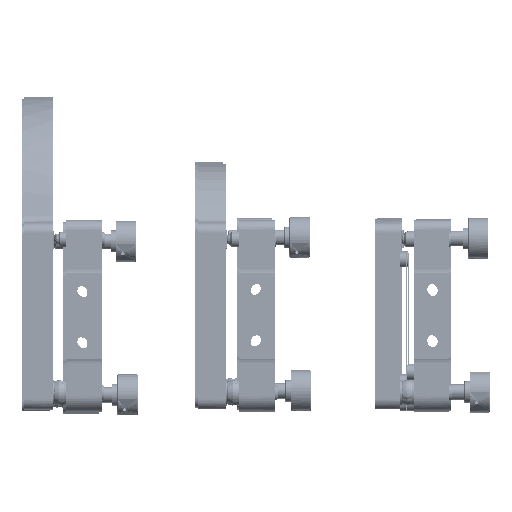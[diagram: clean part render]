
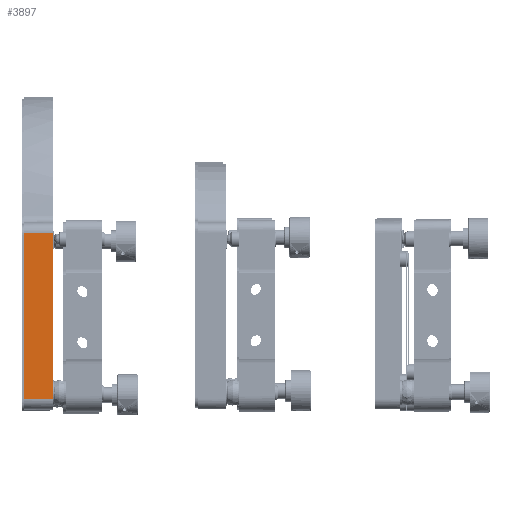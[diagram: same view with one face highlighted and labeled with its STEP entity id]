
A CAD part, front view. The second image highlights one B-rep face of the part: STEP entity #3897.
In plain terms, the highlighted planar face has unit normal (0, -1, 0).
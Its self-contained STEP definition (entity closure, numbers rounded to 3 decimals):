
#3897=ADVANCED_FACE('',(#7819),#65417,.T.);
#7819=FACE_OUTER_BOUND('',#12180,.T.);
#12180=EDGE_LOOP('',(#27850,#27851,#27852,#27853));
#27850=ORIENTED_EDGE('',*,*,#42177,.F.);
#27851=ORIENTED_EDGE('',*,*,#42497,.F.);
#27852=ORIENTED_EDGE('',*,*,#42211,.F.);
#27853=ORIENTED_EDGE('',*,*,#42493,.F.);
#42177=EDGE_CURVE('',#61581,#61582,#49918,.T.);
#42211=EDGE_CURVE('',#61656,#61657,#49930,.T.);
#42493=EDGE_CURVE('',#61582,#61656,#54366,.T.);
#42497=EDGE_CURVE('',#61657,#61581,#54370,.T.);
#49918=B_SPLINE_CURVE_WITH_KNOTS('',1,(#118371,#118372),.UNSPECIFIED.,.F.,
 .F.,(2,2),(-65.,0.),.UNSPECIFIED.);
#49930=B_SPLINE_CURVE_WITH_KNOTS('',1,(#118472,#118473),.UNSPECIFIED.,.F.,
 .F.,(2,2),(-65.,0.),.UNSPECIFIED.);
#54366=(
BOUNDED_CURVE()
B_SPLINE_CURVE(1,(#119255,#119256),.UNSPECIFIED.,.F.,.F.)
B_SPLINE_CURVE_WITH_KNOTS((2,2),(0.,11.),.UNSPECIFIED.)
CURVE()
GEOMETRIC_REPRESENTATION_ITEM()
RATIONAL_B_SPLINE_CURVE((1.,1.))
REPRESENTATION_ITEM('')
);
#54370=(
BOUNDED_CURVE()
B_SPLINE_CURVE(1,(#119266,#119267),.UNSPECIFIED.,.F.,.F.)
B_SPLINE_CURVE_WITH_KNOTS((2,2),(0.,11.),.UNSPECIFIED.)
CURVE()
GEOMETRIC_REPRESENTATION_ITEM()
RATIONAL_B_SPLINE_CURVE((1.,1.))
REPRESENTATION_ITEM('')
);
#61581=VERTEX_POINT('',#117927);
#61582=VERTEX_POINT('',#117928);
#61656=VERTEX_POINT('',#118002);
#61657=VERTEX_POINT('',#118003);
#65417=PLANE('',#68993);
#68993=AXIS2_PLACEMENT_3D('',#117280,#70676,$);
#70676=DIRECTION('',(0.,-1.,0.));
#117280=CARTESIAN_POINT('',(-82.924,-107.317,76.756));
#117927=CARTESIAN_POINT('',(-70.704,-107.317,70.136));
#117928=CARTESIAN_POINT('',(-70.704,-107.317,5.136));
#118002=CARTESIAN_POINT('',(-81.704,-107.317,5.136));
#118003=CARTESIAN_POINT('',(-81.704,-107.317,70.136));
#118371=CARTESIAN_POINT('',(-70.704,-107.317,70.136));
#118372=CARTESIAN_POINT('',(-70.704,-107.317,5.136));
#118472=CARTESIAN_POINT('',(-81.704,-107.317,5.136));
#118473=CARTESIAN_POINT('',(-81.704,-107.317,70.136));
#119255=CARTESIAN_POINT('',(-70.704,-107.317,5.136));
#119256=CARTESIAN_POINT('',(-81.704,-107.317,5.136));
#119266=CARTESIAN_POINT('',(-81.704,-107.317,70.136));
#119267=CARTESIAN_POINT('',(-70.704,-107.317,70.136));
